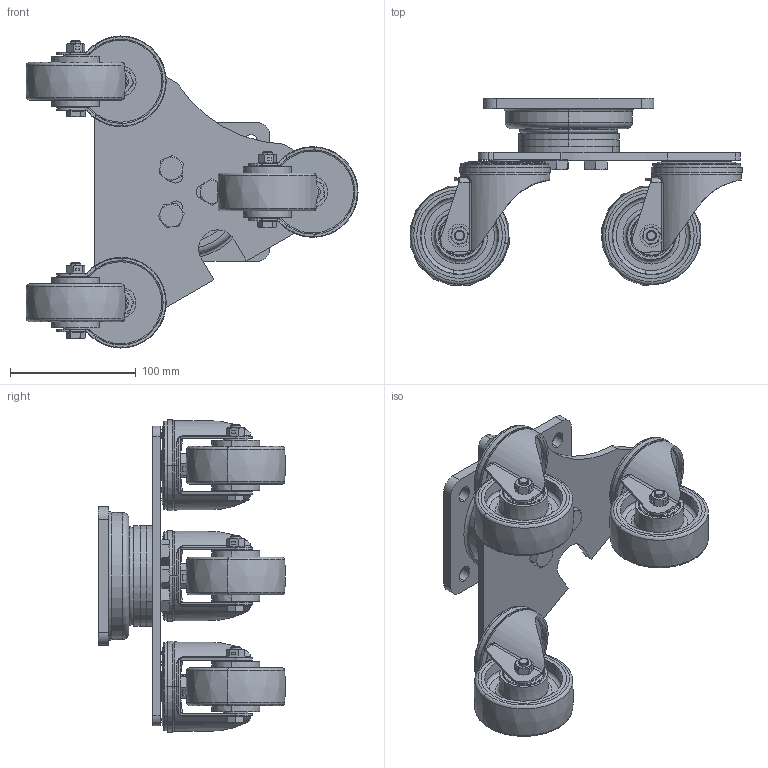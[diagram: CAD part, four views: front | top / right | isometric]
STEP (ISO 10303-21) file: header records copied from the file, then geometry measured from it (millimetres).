
FILE_DESCRIPTION (( 'STEP AP214' ), '1' );
FILE_NAME ('0050335.step', '2020-06-23T10:00:54', ( '' ), ( '' ), 'SwSTEP 2.0', 'SolidWorks 2018', '' );
FILE_SCHEMA (( 'AUTOMOTIVE_DESIGN' ));
Length unit declared in the file: millimetre
Products named in the file (1): 0050335
Bounding box: 263.61 x 148.48 x 247.8 mm (x, y, z)
Volume: 963021.8 mm3; surface area: 422348.1 mm2
Topology: 74 solids, 74 shells, 1451 faces, 3216 edges, 1963 vertices
Faces by surface type: plane 493, cylinder 451, cone 258, torus 213, bspline 36
Entity records: 60564 total; most frequent: CARTESIAN_POINT 11239, DIRECTION 7244, ORIENTED_EDGE 6384, EDGE_CURVE 3192, AXIS2_PLACEMENT_3D 3044, VERTEX_POINT 1963, EDGE_LOOP 1695, CIRCLE 1628
